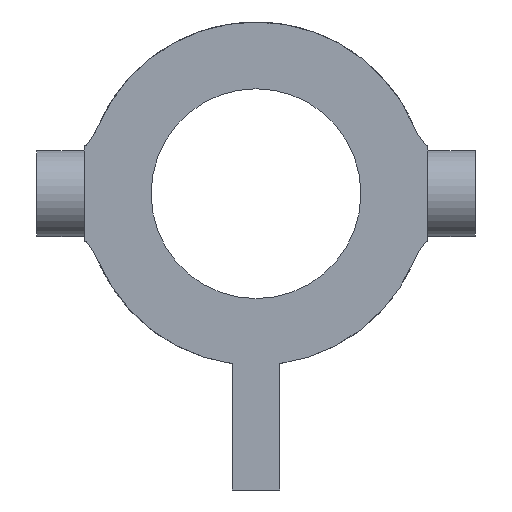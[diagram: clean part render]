
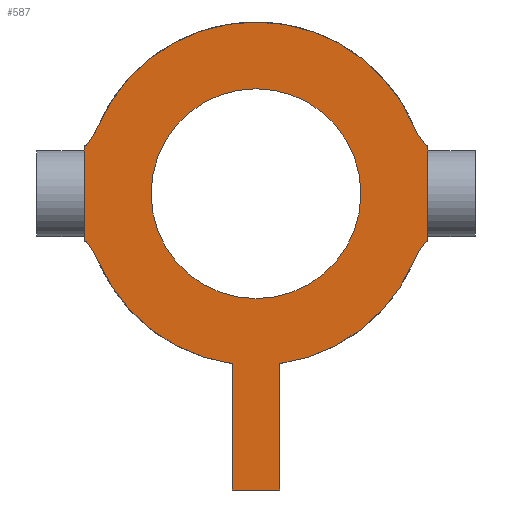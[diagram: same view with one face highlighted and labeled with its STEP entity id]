
A CAD part, left-side view. The second image highlights one B-rep face of the part: STEP entity #587.
In plain terms, the highlighted planar face has unit normal (-1, 0, 0).
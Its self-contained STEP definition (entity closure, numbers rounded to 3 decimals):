
#49=FACE_BOUND('',#95,.T.);
#59=FACE_OUTER_BOUND('',#94,.T.);
#94=EDGE_LOOP('',(#422,#423,#424,#425,#426,#427,#428,#429,#430,#431,#432,
#433,#434,#435,#436,#437));
#95=EDGE_LOOP('',(#438));
#126=LINE('',#867,#175);
#129=LINE('',#878,#178);
#135=LINE('',#891,#184);
#141=LINE('',#922,#190);
#143=LINE('',#951,#192);
#144=LINE('',#957,#193);
#145=LINE('',#959,#194);
#146=LINE('',#961,#195);
#147=LINE('',#966,#196);
#175=VECTOR('',#701,10.);
#178=VECTOR('',#710,10.);
#184=VECTOR('',#720,10.);
#190=VECTOR('',#730,10.);
#192=VECTOR('',#742,10.);
#193=VECTOR('',#747,10.);
#194=VECTOR('',#748,10.);
#195=VECTOR('',#749,10.);
#196=VECTOR('',#754,10.);
#227=CIRCLE('',#648,8.);
#228=CIRCLE('',#649,18.);
#229=CIRCLE('',#650,8.);
#230=CIRCLE('',#651,8.);
#231=CIRCLE('',#652,18.);
#232=CIRCLE('',#653,18.);
#233=CIRCLE('',#654,8.);
#234=CIRCLE('',#655,11.);
#249=VERTEX_POINT('',#864);
#250=VERTEX_POINT('',#866);
#254=VERTEX_POINT('',#875);
#255=VERTEX_POINT('',#877);
#260=VERTEX_POINT('',#889);
#265=VERTEX_POINT('',#920);
#267=VERTEX_POINT('',#945);
#268=VERTEX_POINT('',#947);
#269=VERTEX_POINT('',#949);
#270=VERTEX_POINT('',#952);
#271=VERTEX_POINT('',#954);
#272=VERTEX_POINT('',#956);
#273=VERTEX_POINT('',#958);
#274=VERTEX_POINT('',#960);
#275=VERTEX_POINT('',#962);
#276=VERTEX_POINT('',#964);
#277=VERTEX_POINT('',#967);
#307=EDGE_CURVE('',#250,#249,#126,.T.);
#312=EDGE_CURVE('',#255,#254,#129,.T.);
#319=EDGE_CURVE('',#260,#249,#135,.T.);
#326=EDGE_CURVE('',#265,#254,#141,.T.);
#329=EDGE_CURVE('',#260,#267,#227,.F.);
#330=EDGE_CURVE('',#268,#267,#228,.T.);
#331=EDGE_CURVE('',#269,#268,#229,.T.);
#332=EDGE_CURVE('',#269,#255,#143,.T.);
#333=EDGE_CURVE('',#265,#270,#230,.F.);
#334=EDGE_CURVE('',#271,#270,#231,.T.);
#335=EDGE_CURVE('',#272,#271,#144,.T.);
#336=EDGE_CURVE('',#273,#272,#145,.T.);
#337=EDGE_CURVE('',#274,#273,#146,.T.);
#338=EDGE_CURVE('',#275,#274,#232,.T.);
#339=EDGE_CURVE('',#276,#275,#233,.T.);
#340=EDGE_CURVE('',#276,#250,#147,.T.);
#341=EDGE_CURVE('',#277,#277,#234,.T.);
#422=ORIENTED_EDGE('',*,*,#307,.T.);
#423=ORIENTED_EDGE('',*,*,#319,.F.);
#424=ORIENTED_EDGE('',*,*,#329,.T.);
#425=ORIENTED_EDGE('',*,*,#330,.F.);
#426=ORIENTED_EDGE('',*,*,#331,.F.);
#427=ORIENTED_EDGE('',*,*,#332,.T.);
#428=ORIENTED_EDGE('',*,*,#312,.T.);
#429=ORIENTED_EDGE('',*,*,#326,.F.);
#430=ORIENTED_EDGE('',*,*,#333,.T.);
#431=ORIENTED_EDGE('',*,*,#334,.F.);
#432=ORIENTED_EDGE('',*,*,#335,.F.);
#433=ORIENTED_EDGE('',*,*,#336,.F.);
#434=ORIENTED_EDGE('',*,*,#337,.F.);
#435=ORIENTED_EDGE('',*,*,#338,.F.);
#436=ORIENTED_EDGE('',*,*,#339,.F.);
#437=ORIENTED_EDGE('',*,*,#340,.T.);
#438=ORIENTED_EDGE('',*,*,#341,.T.);
#570=PLANE('',#647);
#587=ADVANCED_FACE('',(#59,#49),#570,.T.);
#647=AXIS2_PLACEMENT_3D('',#944,#734,#735);
#648=AXIS2_PLACEMENT_3D('',#946,#736,#737);
#649=AXIS2_PLACEMENT_3D('',#948,#738,#739);
#650=AXIS2_PLACEMENT_3D('',#950,#740,#741);
#651=AXIS2_PLACEMENT_3D('',#953,#743,#744);
#652=AXIS2_PLACEMENT_3D('',#955,#745,#746);
#653=AXIS2_PLACEMENT_3D('',#963,#750,#751);
#654=AXIS2_PLACEMENT_3D('',#965,#752,#753);
#655=AXIS2_PLACEMENT_3D('',#968,#755,#756);
#701=DIRECTION('',(0.,0.,1.));
#710=DIRECTION('',(0.,0.,-1.));
#720=DIRECTION('',(0.,-1.,0.));
#730=DIRECTION('',(0.,1.,0.));
#734=DIRECTION('center_axis',(-1.,0.,0.));
#735=DIRECTION('ref_axis',(0.,0.,1.));
#736=DIRECTION('center_axis',(-1.,0.,0.));
#737=DIRECTION('ref_axis',(0.,0.919,-0.394));
#738=DIRECTION('center_axis',(1.,0.,0.));
#739=DIRECTION('ref_axis',(0.,-0.99,0.139));
#740=DIRECTION('center_axis',(-1.,0.,0.));
#741=DIRECTION('ref_axis',(0.,-0.92,-0.391));
#742=DIRECTION('',(0.,1.,0.));
#743=DIRECTION('center_axis',(-1.,0.,0.));
#744=DIRECTION('ref_axis',(0.,-0.92,0.391));
#745=DIRECTION('center_axis',(1.,0.,0.));
#746=DIRECTION('ref_axis',(0.,0.99,-0.139));
#747=DIRECTION('',(0.,0.,1.));
#748=DIRECTION('',(0.,1.,0.));
#749=DIRECTION('',(0.,0.,-1.));
#750=DIRECTION('center_axis',(1.,0.,0.));
#751=DIRECTION('ref_axis',(0.,-0.139,-0.99));
#752=DIRECTION('center_axis',(-1.,0.,0.));
#753=DIRECTION('ref_axis',(0.,0.919,0.394));
#754=DIRECTION('',(0.,-1.,0.));
#755=DIRECTION('center_axis',(1.,0.,0.));
#756=DIRECTION('ref_axis',(0.,0.,1.));
#864=CARTESIAN_POINT('',(-2.,-18.,5.));
#866=CARTESIAN_POINT('',(-2.,-18.,-5.));
#867=CARTESIAN_POINT('',(-2.,-18.,-2.5));
#875=CARTESIAN_POINT('',(-2.,18.,-5.));
#877=CARTESIAN_POINT('',(-2.,18.,5.));
#878=CARTESIAN_POINT('',(-2.,18.,2.5));
#889=CARTESIAN_POINT('',(-2.,-17.85,5.));
#891=CARTESIAN_POINT('',(-2.,-17.821,5.));
#920=CARTESIAN_POINT('',(-2.,17.821,-5.));
#922=CARTESIAN_POINT('',(-2.,17.821,-5.));
#944=CARTESIAN_POINT('Origin',(-2.,0.,0.));
#945=CARTESIAN_POINT('',(-2.,-16.548,7.084));
#946=CARTESIAN_POINT('Origin',(-2.,-23.902,10.232));
#947=CARTESIAN_POINT('',(-2.,16.568,7.036));
#948=CARTESIAN_POINT('Origin',(-2.,0.,0.));
#949=CARTESIAN_POINT('',(-2.,17.821,5.));
#950=CARTESIAN_POINT('Origin',(-2.,23.931,10.164));
#951=CARTESIAN_POINT('',(-2.,17.821,5.));
#952=CARTESIAN_POINT('',(-2.,16.568,-7.036));
#953=CARTESIAN_POINT('Origin',(-2.,23.931,-10.164));
#954=CARTESIAN_POINT('',(-2.,2.5,-17.826));
#955=CARTESIAN_POINT('Origin',(-2.,0.,0.));
#956=CARTESIAN_POINT('',(-2.,2.5,-31.071));
#957=CARTESIAN_POINT('',(-2.,2.5,-12.18));
#958=CARTESIAN_POINT('',(-2.,-2.5,-31.071));
#959=CARTESIAN_POINT('',(-2.,1.25,-31.071));
#960=CARTESIAN_POINT('',(-2.,-2.5,-17.826));
#961=CARTESIAN_POINT('',(-2.,-2.5,-18.803));
#962=CARTESIAN_POINT('',(-2.,-16.548,-7.084));
#963=CARTESIAN_POINT('Origin',(-2.,0.,0.));
#964=CARTESIAN_POINT('',(-2.,-17.85,-5.));
#965=CARTESIAN_POINT('Origin',(-2.,-23.902,-10.232));
#966=CARTESIAN_POINT('',(-2.,-17.821,-5.));
#967=CARTESIAN_POINT('',(-2.,0.,-11.));
#968=CARTESIAN_POINT('Origin',(-2.,0.,0.));
